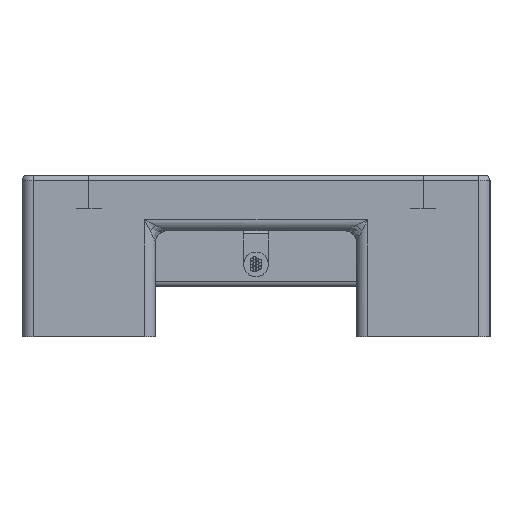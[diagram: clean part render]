
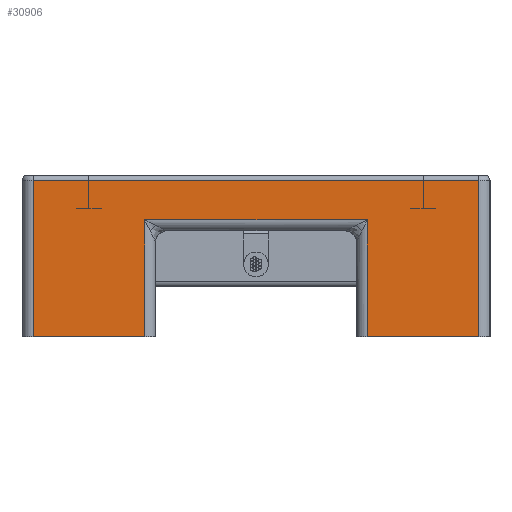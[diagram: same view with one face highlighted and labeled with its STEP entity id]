
A CAD part, left-side view. The second image highlights one B-rep face of the part: STEP entity #30906.
In plain terms, the highlighted planar face has unit normal (-1, 0, 0).
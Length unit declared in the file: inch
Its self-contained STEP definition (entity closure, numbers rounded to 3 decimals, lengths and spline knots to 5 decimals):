
#6389=DIRECTION('',(0.,1.,0.));
#6390=VECTOR('',#6389,0.3937);
#6391=CARTESIAN_POINT('',(-1.63386,0.3937,
-0.37402));
#6392=LINE('',#6391,#6390);
#7258=DIRECTION('',(0.,1.,0.));
#7259=VECTOR('',#7258,0.3937);
#7260=CARTESIAN_POINT('',(-1.63386,-0.7874,
-0.37402));
#7261=LINE('',#7260,#7259);
#7553=DIRECTION('',(0.,0.,-1.));
#7554=VECTOR('',#7553,0.41337);
#7555=CARTESIAN_POINT('',(-1.63386,-0.39369,
0.03936));
#7556=LINE('',#7555,#7554);
#7573=DIRECTION('',(0.,1.,0.));
#7574=VECTOR('',#7573,0.78738);
#7575=CARTESIAN_POINT('',(-1.63386,-0.39369,
0.03936));
#7576=LINE('',#7575,#7574);
#7577=DIRECTION('',(0.,0.,-1.));
#7578=VECTOR('',#7577,0.55118);
#7579=CARTESIAN_POINT('',(-1.63386,0.7874,
0.17717));
#7580=LINE('',#7579,#7578);
#7581=DIRECTION('',(0.,-1.,0.));
#7582=VECTOR('',#7581,1.5748);
#7583=CARTESIAN_POINT('',(-1.63386,0.7874,
0.17717));
#7584=LINE('',#7583,#7582);
#7585=DIRECTION('',(0.,0.,1.));
#7586=VECTOR('',#7585,0.55118);
#7587=CARTESIAN_POINT('',(-1.63386,-0.7874,
-0.37402));
#7588=LINE('',#7587,#7586);
#7589=DIRECTION('',(0.,0.,1.));
#7590=VECTOR('',#7589,0.41338);
#7591=CARTESIAN_POINT('',(-1.63386,0.3937,
-0.37402));
#7592=LINE('',#7591,#7590);
#16900=CARTESIAN_POINT('',(-1.63386,0.7874,
-0.37402));
#16902=VERTEX_POINT('',#16900);
#16905=CARTESIAN_POINT('',(-1.63386,-0.7874,
-0.37402));
#16907=VERTEX_POINT('',#16905);
#16918=CARTESIAN_POINT('',(-1.63386,0.3937,
-0.37402));
#16919=VERTEX_POINT('',#16918);
#16950=CARTESIAN_POINT('',(-1.63386,0.7874,
0.17717));
#16951=VERTEX_POINT('',#16950);
#16954=CARTESIAN_POINT('',(-1.63386,-0.7874,
0.17717));
#16955=VERTEX_POINT('',#16954);
#17018=CARTESIAN_POINT('',(-1.63386,-0.3937,
-0.37402));
#17019=VERTEX_POINT('',#17018);
#17060=CARTESIAN_POINT('',(-1.63386,-0.39369,
0.03936));
#17061=CARTESIAN_POINT('',(-1.63386,0.39369,
0.03936));
#17062=VERTEX_POINT('',#17060);
#17063=VERTEX_POINT('',#17061);
#30889=CARTESIAN_POINT('',(-1.63386,0.82677,0.));
#30890=DIRECTION('',(-1.,0.,0.));
#30891=DIRECTION('',(0.,-1.,0.));
#30892=AXIS2_PLACEMENT_3D('',#30889,#30890,#30891);
#30893=PLANE('',#30892);
#30894=ORIENTED_EDGE('',*,*,#30877,.T.);
#30896=ORIENTED_EDGE('',*,*,#30895,.F.);
#30897=ORIENTED_EDGE('',*,*,#29263,.T.);
#30898=ORIENTED_EDGE('',*,*,#29290,.F.);
#30900=ORIENTED_EDGE('',*,*,#30899,.T.);
#30901=ORIENTED_EDGE('',*,*,#30370,.F.);
#30902=ORIENTED_EDGE('',*,*,#30392,.T.);
#30903=ORIENTED_EDGE('',*,*,#30829,.F.);
#30904=EDGE_LOOP('',(#30894,#30896,#30897,#30898,#30900,#30901,#30902,#30903));
#30905=FACE_OUTER_BOUND('',#30904,.F.);
#30906=ADVANCED_FACE('',(#30905),#30893,.T.);
#29263=EDGE_CURVE('',#16919,#16902,#6392,.T.);
#29290=EDGE_CURVE('',#16951,#16902,#7580,.T.);
#30370=EDGE_CURVE('',#16907,#16955,#7588,.T.);
#30392=EDGE_CURVE('',#16907,#17019,#7261,.T.);
#30829=EDGE_CURVE('',#17062,#17019,#7556,.T.);
#30877=EDGE_CURVE('',#17062,#17063,#7576,.T.);
#30895=EDGE_CURVE('',#16919,#17063,#7592,.T.);
#30899=EDGE_CURVE('',#16951,#16955,#7584,.T.);
